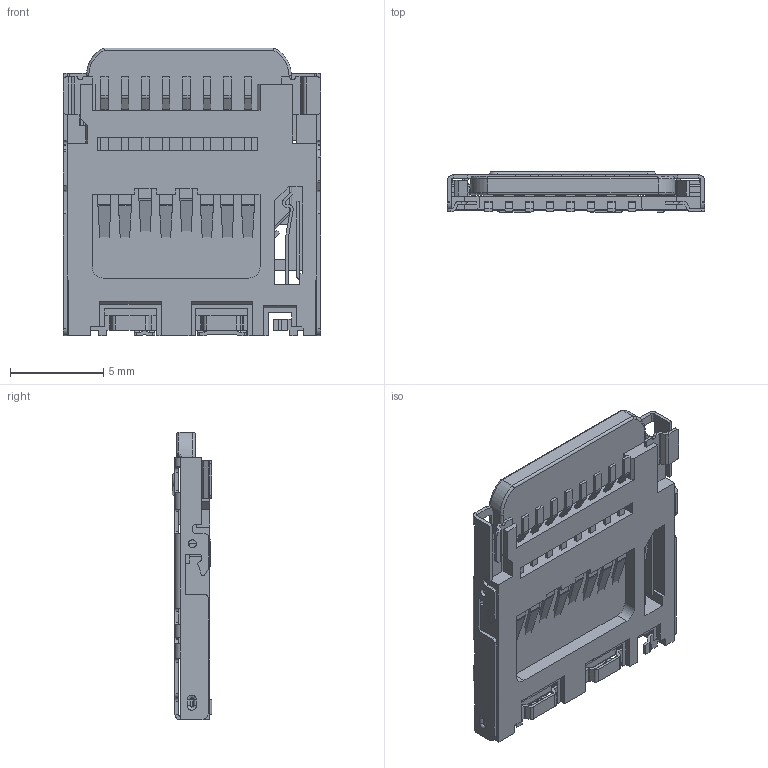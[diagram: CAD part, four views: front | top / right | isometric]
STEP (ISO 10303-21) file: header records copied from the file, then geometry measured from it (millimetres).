
FILE_DESCRIPTION(/* description */ (''),/* implementation_level */ '2;1');
FILE_NAME(/* name */ 'DM3CS-SF.step',/* time_stamp */ '2024-05-16T18:04:11-04:00',/* author */ (''),/* organization */ (''),/* preprocessor_version */ 'ST-DEVELOPER v20',/* originating_system */ 'Autodesk Translation Framework v12.20.1.177',/* authorisation */ '');
FILE_SCHEMA (('AUTOMOTIVE_DESIGN { 1 0 10303 214 3 1 1 }'));
Length unit declared in the file: millimetre
Products named in the file (2): DM3CS-SF; Micro SD Card
Assembly tree (1 placements, depth 2):
  DM3CS-SF
    Micro SD Card
Bounding box: 13.8 x 2.13 x 15.45 mm (x, y, z)
Volume: 242.2 mm3; surface area: 1260.3 mm2
Topology: 18 solids, 18 shells, 1072 faces, 2884 edges, 1848 vertices
Faces by surface type: plane 741, cylinder 292, torus 18, bspline 14, cone 5, sphere 2
Full cylindrical faces by diameter (mm): 0.425 x2
Entity records: 33786 total; most frequent: CARTESIAN_POINT 6336, ORIENTED_EDGE 5768, DIRECTION 5625, EDGE_CURVE 2884, LINE 2225, VECTOR 2225, VERTEX_POINT 1848, AXIS2_PLACEMENT_3D 1700
